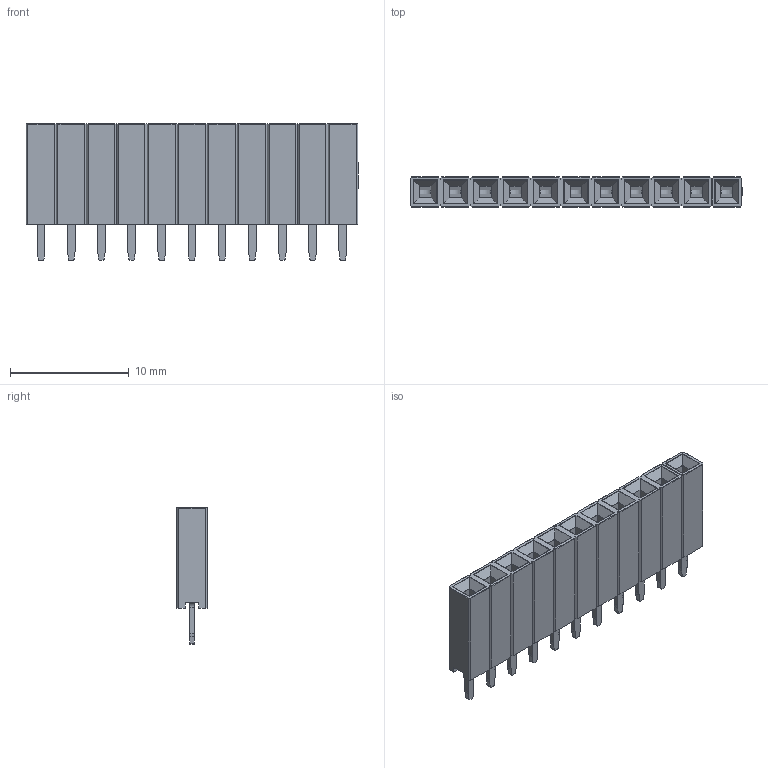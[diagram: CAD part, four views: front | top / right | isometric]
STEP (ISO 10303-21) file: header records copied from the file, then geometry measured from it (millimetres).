
FILE_DESCRIPTION(/* description */ ('Designed by EasyEDA Pro'),/* implementation_level */ '2;1');
FILE_NAME(/* name */ 'PM_2.54_1X11P_LH.step',/* time_stamp */ '2025-03-26T15:35:39+08:00',/* author */ (''),/* organization */ (''),/* preprocessor_version */ 'ST-DEVELOPER v20.1',/* originating_system */ 'Autodesk Translation Framework v14.4.0.0',/* authorisation */ '');
FILE_SCHEMA (('AUTOMOTIVE_DESIGN { 1 0 10303 214 3 1 1 }'));
Products named in the file (4): 21u9-PCBModel; 21u9-Board; 21u9-U1-HDR-TH_11P-P2.54-V-F; COMPOUND
Assembly tree (3 placements, depth 3):
  21u9-PCBModel
    21u9-Board
    21u9-U1-HDR-TH_11P-P2.54-V-F
      COMPOUND
Bounding box: 27.95 x 2.54 x 11.5 mm (x, y, z)
Volume: 507.8 mm3; surface area: 1456.8 mm2
Topology: 12 solids, 12 shells, 1612 faces, 4228 edges, 2736 vertices
Faces by surface type: plane 1037, cylinder 323, bspline 252
Entity records: 59096 total; most frequent: CARTESIAN_POINT 18705, ORIENTED_EDGE 8456, DIRECTION 7118, EDGE_CURVE 4228, LINE 3236, VECTOR 3236, VERTEX_POINT 2736, AXIS2_PLACEMENT_3D 1941
